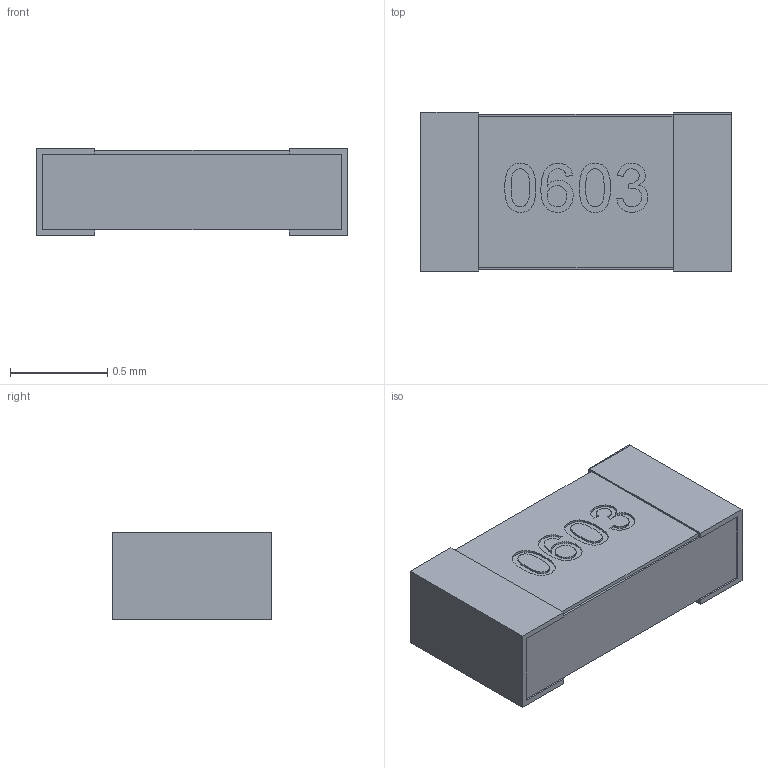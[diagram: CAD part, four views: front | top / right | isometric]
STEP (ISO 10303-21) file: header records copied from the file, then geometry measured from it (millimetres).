
FILE_DESCRIPTION (( 'STEP AP214' ), '1' );
FILE_NAME ('User Library-Panasonic0603.STEP', '2012-05-30T17:35:51', ( 'sysAdmin' ), ( 'SolidWorks' ), 'SwSTEP 2.0', 'SolidWorks 2012', '' );
FILE_SCHEMA (( 'AUTOMOTIVE_DESIGN' ));
Length unit declared in the file: millimetre
Products named in the file (1): User Library-Panasonic0603
Bounding box: 1.6 x 0.82 x 0.45 mm (x, y, z)
Volume: 0.5 mm3; surface area: 4.8 mm2
Topology: 1 solids, 1 shells, 102 faces, 265 edges, 172 vertices
Faces by surface type: plane 53, bspline 49
Entity records: 6048 total; most frequent: CARTESIAN_POINT 3629, ORIENTED_EDGE 530, DIRECTION 275, EDGE_CURVE 265, VERTEX_POINT 172, LINE 167, VECTOR 167, EDGE_LOOP 109
